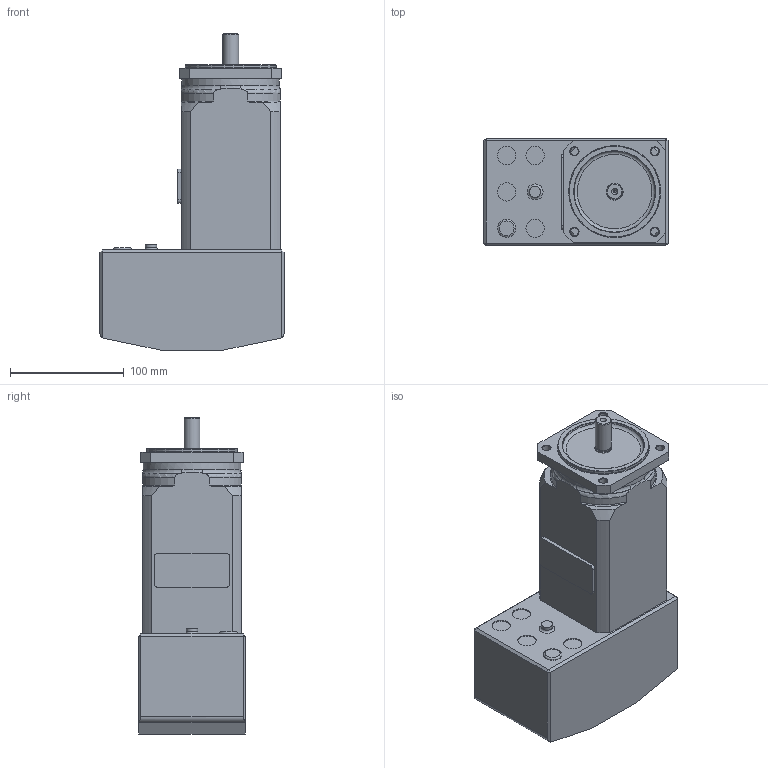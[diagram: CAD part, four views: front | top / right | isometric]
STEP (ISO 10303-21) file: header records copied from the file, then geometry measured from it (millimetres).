
FILE_DESCRIPTION(/* description */ (''),/* implementation_level */ '2;1');
FILE_NAME(/* name */ 'KSD364_RQ_2',/* time_stamp */ '2009-03-19T14:40:45+01:00',/* author */ (''),/* organization */ (''),/* preprocessor_version */ 'ST-DEVELOPER v8',/* originating_system */ 'UNIGRAPHICS SOLUTIONS - UNIGRAPHICS 18.0',/* authorisation */ '');
FILE_SCHEMA (('AUTOMOTIVE_DESIGN { 1 2 10303 214 0 1 1 1 }'));
Length unit declared in the file: millimetre
Products named in the file (3): Geh_EsitronXL_0; Rotor_SY3_0; KSD364_-RQ_0
Assembly tree (2 placements, depth 2):
  KSD364_-RQ_0
    Rotor_SY3_0
    Geh_EsitronXL_0
Bounding box: 162 x 94 x 278 mm (x, y, z)
Volume: 2459607.1 mm3; surface area: 147245.2 mm2
Topology: 3 solids, 3 shells, 130 faces, 304 edges, 193 vertices
Faces by surface type: plane 57, cylinder 33, torus 19, cone 17, bspline 4
Full cylindrical faces by diameter (mm): 2.5 x1, 7 x4, 10 x1, 13.52 x1, 14 x1, 15 x1, 16 x5, 47.5 x1, 48 x1, 72 x1, 80 x1, 86 x1
Entity records: 3812 total; most frequent: CARTESIAN_POINT 916, DIRECTION 588, ORIENTED_EDGE 518, EDGE_CURVE 259, AXIS2_PLACEMENT_3D 240, EDGE_LOOP 186, VERTEX_POINT 184, ADVANCED_FACE 130
